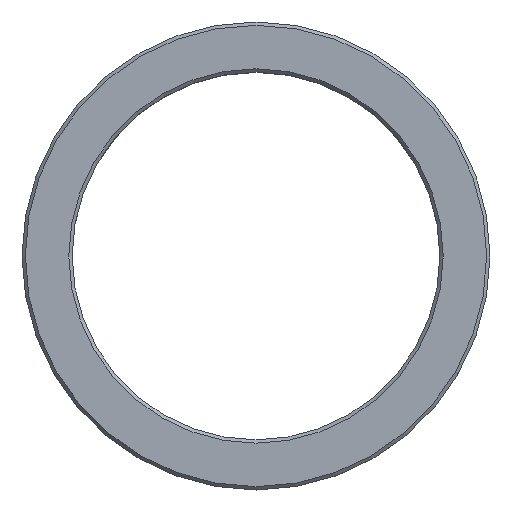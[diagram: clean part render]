
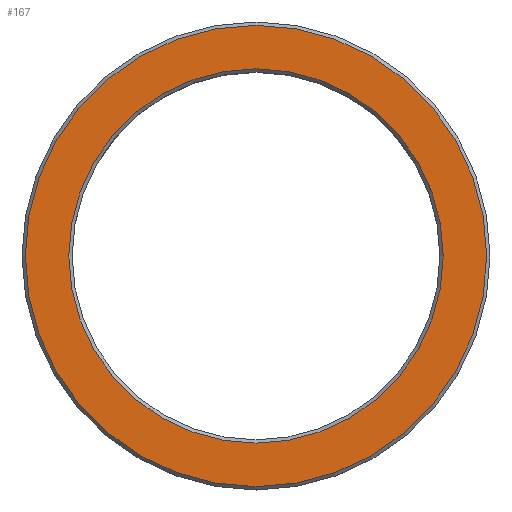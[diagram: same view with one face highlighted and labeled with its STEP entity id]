
A CAD part, top view. The second image highlights one B-rep face of the part: STEP entity #167.
In plain terms, the highlighted planar face has unit normal (0, 0, 1).
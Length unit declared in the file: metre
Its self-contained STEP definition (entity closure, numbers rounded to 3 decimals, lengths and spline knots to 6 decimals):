
#167=ADVANCED_FACE('',(#211,#212),#213,.T.);
#211=FACE_BOUND('',#2731,.T.);
#212=FACE_OUTER_BOUND('',#2732,.T.);
#213=PLANE('',#2733);
#2731=EDGE_LOOP('',(#5290));
#2732=EDGE_LOOP('',(#5291));
#2733=AXIS2_PLACEMENT_3D('',#5292,#5293,#5294);
#5290=ORIENTED_EDGE('',*,*,#5327,.T.);
#5291=ORIENTED_EDGE('',*,*,#5318,.F.);
#5292=CARTESIAN_POINT('',(0.069,0.0,0.05));
#5293=DIRECTION('',(0.0,0.,1.0));
#5294=DIRECTION('',(0.0,-1.0,0.));
#5318=EDGE_CURVE('',#5352,#5352,#5353,.T.);
#5327=EDGE_CURVE('',#5370,#5370,#5371,.T.);
#5352=VERTEX_POINT('',#5628);
#5353=CIRCLE('',#5629,0.069);
#5370=VERTEX_POINT('',#5646);
#5371=CIRCLE('',#5647,0.056);
#5628=CARTESIAN_POINT('',(0.0,0.069,0.05));
#5629=AXIS2_PLACEMENT_3D('',#5670,#5671,#5672);
#5646=CARTESIAN_POINT('',(0.0,0.056,0.05));
#5647=AXIS2_PLACEMENT_3D('',#5697,#5698,#5699);
#5670=CARTESIAN_POINT('',(0.0,0.0,0.05));
#5671=DIRECTION('',(0.0,0.,-1.0));
#5672=DIRECTION('',(0.0,1.0,0.));
#5697=CARTESIAN_POINT('',(0.0,0.0,0.05));
#5698=DIRECTION('',(0.0,0.,-1.0));
#5699=DIRECTION('',(0.0,1.0,0.));
